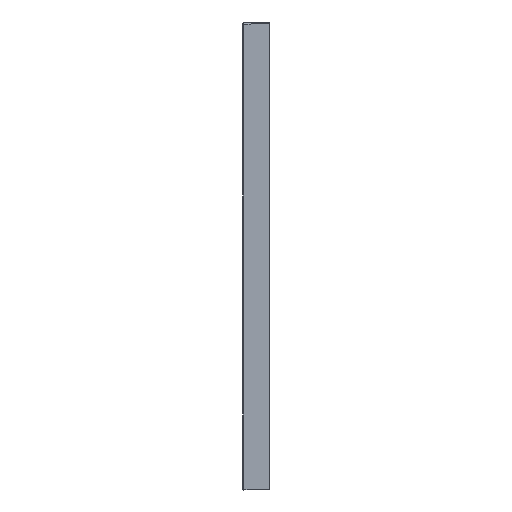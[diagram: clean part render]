
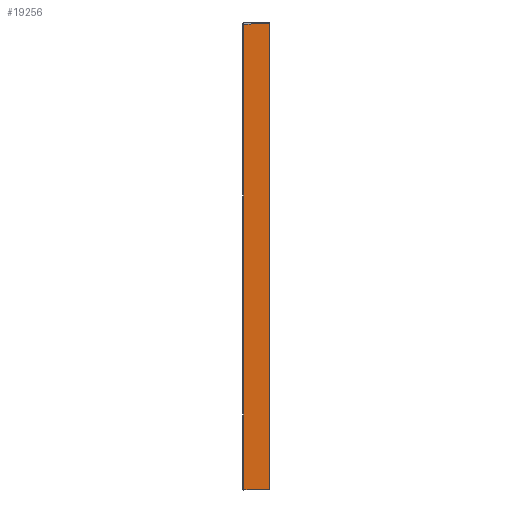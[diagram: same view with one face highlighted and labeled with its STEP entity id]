
A CAD part, left-side view. The second image highlights one B-rep face of the part: STEP entity #19256.
In plain terms, the highlighted planar face has unit normal (-0.999, 0.035, 0).
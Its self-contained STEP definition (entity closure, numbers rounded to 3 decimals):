
#260=CARTESIAN_POINT('',(-600.,-40.,435.501));
#877=DIRECTION('',(-0.035,-0.999,0.));
#878=VECTOR('',#877,38.038);
#879=CARTESIAN_POINT('',(-598.673,-1.986,
-262.5));
#880=LINE('',#879,#878);
#1102=CARTESIAN_POINT('',(-598.671,-1.932,
434.172));
#1103=CARTESIAN_POINT('',(-598.671,-1.938,
422.374));
#1104=CARTESIAN_POINT('',(-598.671,-1.95,
398.741));
#1105=CARTESIAN_POINT('',(-598.672,-1.968,
363.184));
#1106=CARTESIAN_POINT('',(-598.672,-1.98,
339.407));
#1107=CARTESIAN_POINT('',(-598.673,-1.986,
327.5));
#1109=CARTESIAN_POINT('',(-598.673,-1.986,
327.5));
#1149=CARTESIAN_POINT('',(-598.673,-1.986,
-252.5));
#1150=CARTESIAN_POINT('',(-598.673,-1.986,
-221.007));
#1151=CARTESIAN_POINT('',(-598.672,-1.97,
-158.131));
#1152=CARTESIAN_POINT('',(-598.671,-1.933,
-61.464));
#1153=CARTESIAN_POINT('',(-598.67,-1.924,
3.709));
#1154=CARTESIAN_POINT('',(-598.671,-1.93,
37.5));
#1156=DIRECTION('',(0.,0.,1.));
#1157=VECTOR('',#1156,290.);
#1158=CARTESIAN_POINT('',(-598.671,-1.93,
37.5));
#1159=LINE('',#1158,#1157);
#1160=DIRECTION('',(-0.035,-0.999,0.035));
#1161=VECTOR('',#1160,38.115);
#1162=CARTESIAN_POINT('',(-598.671,-1.932,
434.172));
#1163=LINE('',#1162,#1161);
#1164=DIRECTION('',(0.,0.,-1.));
#1165=VECTOR('',#1164,698.001);
#1166=CARTESIAN_POINT('',(-600.,-40.,
435.501));
#1167=LINE('',#1166,#1165);
#1176=DIRECTION('',(0.,0.,-1.));
#1177=VECTOR('',#1176,10.);
#1178=CARTESIAN_POINT('',(-598.673,-1.986,
-252.5));
#1179=LINE('',#1178,#1177);
#16022=CARTESIAN_POINT('',(-598.671,-1.932,
434.172));
#16023=VERTEX_POINT('',#16022);
#16024=VERTEX_POINT('',#260);
#16106=CARTESIAN_POINT('',(-600.,-40.,-262.5));
#16107=VERTEX_POINT('',#16106);
#17318=CARTESIAN_POINT('',(-598.671,-1.93,
37.5));
#17319=VERTEX_POINT('',#17318);
#17320=VERTEX_POINT('',#1109);
#17321=CARTESIAN_POINT('',(-598.673,-1.986,
-262.5));
#17322=VERTEX_POINT('',#17321);
#17323=CARTESIAN_POINT('',(-598.673,-1.986,
-252.5));
#17324=VERTEX_POINT('',#17323);
#19240=CARTESIAN_POINT('',(-599.335,-20.964,
86.501));
#19241=DIRECTION('',(0.999,-0.035,0.));
#19242=DIRECTION('',(0.035,0.999,0.));
#19243=AXIS2_PLACEMENT_3D('',#19240,#19241,#19242);
#19244=PLANE('',#19243);
#19245=ORIENTED_EDGE('',*,*,#18763,.F.);
#19247=ORIENTED_EDGE('',*,*,#19246,.F.);
#19249=ORIENTED_EDGE('',*,*,#19248,.T.);
#19250=ORIENTED_EDGE('',*,*,#19175,.T.);
#19251=ORIENTED_EDGE('',*,*,#19210,.F.);
#19252=ORIENTED_EDGE('',*,*,#18014,.T.);
#19253=ORIENTED_EDGE('',*,*,#18082,.T.);
#19254=EDGE_LOOP('',(#19245,#19247,#19249,#19250,#19251,#19252,#19253));
#19255=FACE_OUTER_BOUND('',#19254,.F.);
#19256=ADVANCED_FACE('',(#19255),#19244,.F.);
#1108=B_SPLINE_CURVE_WITH_KNOTS('',3,(#1102,#1103,#1104,#1105,#1106,#1107),
.UNSPECIFIED.,.F.,.F.,(4,1,1,4),(0.,0.333,0.667,1.),
.UNSPECIFIED.);
#1155=B_SPLINE_CURVE_WITH_KNOTS('',3,(#1149,#1150,#1151,#1152,#1153,#1154),
.UNSPECIFIED.,.F.,.F.,(4,1,1,4),(0.,0.326,0.65,1.),
.UNSPECIFIED.);
#18014=EDGE_CURVE('',#16023,#16024,#1163,.T.);
#18082=EDGE_CURVE('',#16024,#16107,#1167,.T.);
#18763=EDGE_CURVE('',#17322,#16107,#880,.T.);
#19175=EDGE_CURVE('',#17319,#17320,#1159,.T.);
#19210=EDGE_CURVE('',#16023,#17320,#1108,.T.);
#19246=EDGE_CURVE('',#17324,#17322,#1179,.T.);
#19248=EDGE_CURVE('',#17324,#17319,#1155,.T.);
